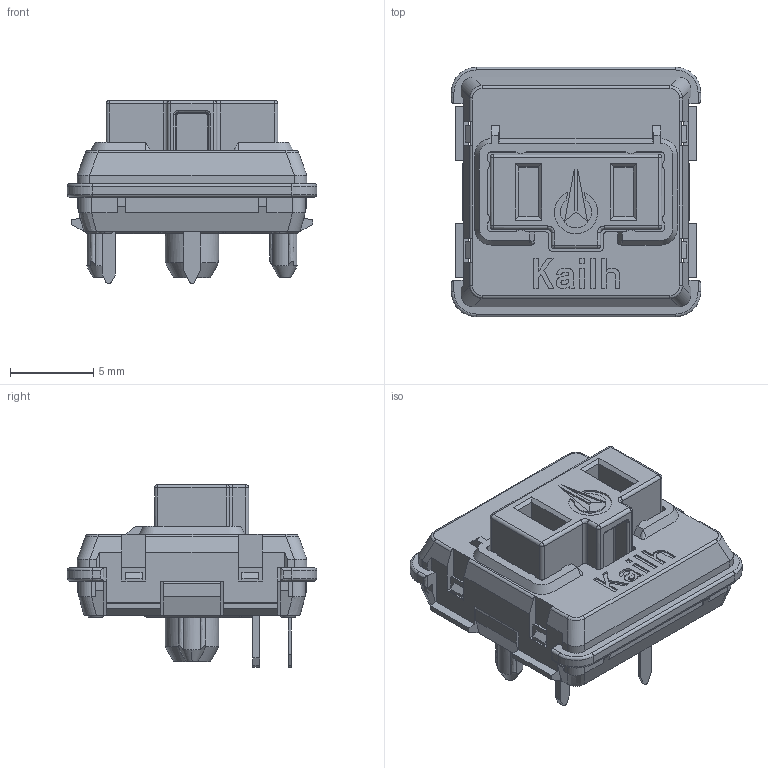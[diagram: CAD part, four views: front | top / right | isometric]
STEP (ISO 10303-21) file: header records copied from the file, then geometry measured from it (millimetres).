
FILE_DESCRIPTION(('FreeCAD Model'),'2;1');
FILE_NAME('Open CASCADE Shape Model','2024-08-19T11:30:28',(''),(''), 'Open CASCADE STEP processor 7.6','FreeCAD','Unknown');
FILE_SCHEMA(('AUTOMOTIVE_DESIGN { 1 0 10303 214 1 1 1 1 }'));
Length unit declared in the file: millimetre
Products named in the file (7): Document009; Document; Document001; Document004; Document006; Document007; Document008
Assembly tree (6 placements, depth 2):
  Document009
    Document
    Document001
    Document004
    Document006
    Document007
    Document008
Bounding box: 15 x 15 x 11 mm (x, y, z)
Volume: 957.3 mm3; surface area: 1589.7 mm2
Topology: 6 solids, 6 shells, 505 faces, 1352 edges, 862 vertices
Faces by surface type: bspline 255, plane 250
Entity records: 16386 total; most frequent: CARTESIAN_POINT 7515, ORIENTED_EDGE 2694, EDGE_CURVE 1347, B_SPLINE_CURVE_WITH_KNOTS 1101, VERTEX_POINT 862, FACE_BOUND 533, EDGE_LOOP 533, DIRECTION 514
